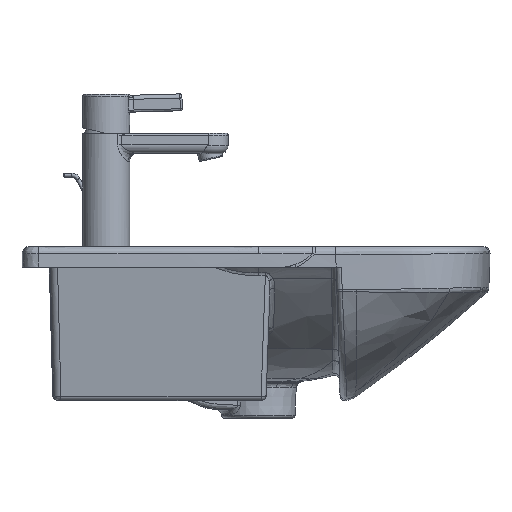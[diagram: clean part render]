
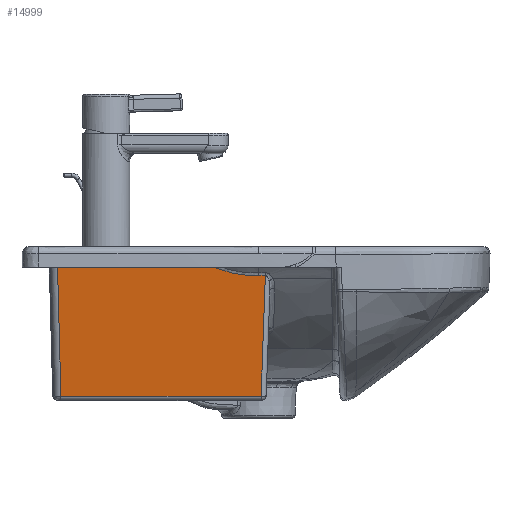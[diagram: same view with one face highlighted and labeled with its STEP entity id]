
A CAD part, front view. The second image highlights one B-rep face of the part: STEP entity #14999.
In plain terms, the highlighted planar face has unit normal (0.002, -0.993, -0.122).
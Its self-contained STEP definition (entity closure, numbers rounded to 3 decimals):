
#13515=CARTESIAN_POINT('',(33.157,-244.171,-19.391));
#13516=VERTEX_POINT('',#13515);
#13581=CARTESIAN_POINT('',(182.9,-244.171,-19.391));
#13582=VERTEX_POINT('',#13581);
#13583=CARTESIAN_POINT('',(182.9,-244.171,-19.391));
#13584=DIRECTION('',(-1.0,0.,0.));
#13585=VECTOR('',#13584,149.743);
#13586=LINE('',#13583,#13585);
#13587=EDGE_CURVE('',#13516,#13582,#13586,.F.);
#13786=CARTESIAN_POINT('',(229.062,-243.106,-28.067));
#13787=VERTEX_POINT('',#13786);
#13788=CARTESIAN_POINT('',(182.9,-244.171,-19.391));
#13789=CARTESIAN_POINT('',(184.196,-244.115,-19.848));
#13790=CARTESIAN_POINT('',(185.507,-244.057,-20.323));
#13791=CARTESIAN_POINT('',(186.831,-243.997,-20.808));
#13792=CARTESIAN_POINT('',(189.787,-243.865,-21.886));
#13793=CARTESIAN_POINT('',(192.791,-243.736,-22.937));
#13794=CARTESIAN_POINT('',(194.446,-243.668,-23.492));
#13795=CARTESIAN_POINT('',(198.289,-243.519,-24.698));
#13796=CARTESIAN_POINT('',(202.169,-243.396,-25.7));
#13797=CARTESIAN_POINT('',(204.362,-243.337,-26.184));
#13798=CARTESIAN_POINT('',(207.479,-243.267,-26.755));
#13799=CARTESIAN_POINT('',(210.585,-243.215,-27.174));
#13800=CARTESIAN_POINT('',(211.498,-243.202,-27.284));
#13801=CARTESIAN_POINT('',(212.878,-243.183,-27.434));
#13802=CARTESIAN_POINT('',(214.252,-243.168,-27.559));
#13803=CARTESIAN_POINT('',(214.761,-243.163,-27.603));
#13804=CARTESIAN_POINT('',(216.31,-243.148,-27.726));
#13805=CARTESIAN_POINT('',(217.853,-243.136,-27.823));
#13806=CARTESIAN_POINT('',(218.931,-243.129,-27.878));
#13807=CARTESIAN_POINT('',(221.085,-243.118,-27.968));
#13808=CARTESIAN_POINT('',(223.227,-243.111,-28.021));
#13809=CARTESIAN_POINT('',(224.295,-243.109,-28.04));
#13810=CARTESIAN_POINT('',(225.883,-243.107,-28.058));
#13811=CARTESIAN_POINT('',(227.462,-243.106,-28.065));
#13812=CARTESIAN_POINT('',(228.008,-243.106,-28.067));
#13813=CARTESIAN_POINT('',(228.54,-243.106,-28.067));
#13814=CARTESIAN_POINT('',(229.062,-243.106,-28.067));
#13815=B_SPLINE_CURVE_WITH_KNOTS('',5,(#13788,#13789,#13790,#13791,#13792,#13793,#13794,#13795,#13796,#13797,#13798,#13799,#13800,#13801,#13802,#13803,#13804,#13805,#13806,#13807,#13808,#13809,#13810,#13811,#13812,#13813,#13814),.UNSPECIFIED.,.F.,.U.,(6,3,3,3,3,3,3,3,6),(269.688,279.392,291.215,306.565,312.966,316.267,323.956,331.645,335.446),.UNSPECIFIED.);
#13816=EDGE_CURVE('',#13582,#13787,#13815,.T.);
#13867=CARTESIAN_POINT('',(235.48,-243.106,-28.066));
#13868=VERTEX_POINT('',#13867);
#13869=CARTESIAN_POINT('',(235.48,-243.106,-28.066));
#13870=CARTESIAN_POINT('',(234.195,-243.106,-28.067));
#13871=CARTESIAN_POINT('',(232.904,-243.106,-28.067));
#13872=CARTESIAN_POINT('',(231.612,-243.106,-28.067));
#13873=CARTESIAN_POINT('',(230.337,-243.106,-28.067));
#13874=CARTESIAN_POINT('',(229.062,-243.106,-28.067));
#13875=B_SPLINE_CURVE_WITH_KNOTS('',5,(#13869,#13870,#13871,#13872,#13873,#13874),.UNSPECIFIED.,.F.,.U.,(6,6),(115.115,123.542),.UNSPECIFIED.);
#13876=EDGE_CURVE('',#13787,#13868,#13875,.F.);
#14915=CARTESIAN_POINT('',(36.462,-228.673,-145.609));
#14916=VERTEX_POINT('',#14915);
#14917=CARTESIAN_POINT('',(33.157,-244.171,-19.391));
#14918=DIRECTION('',(0.026,0.122,-0.992));
#14919=VECTOR('',#14918,127.21);
#14920=LINE('',#14917,#14919);
#14921=EDGE_CURVE('',#13516,#14916,#14920,.T.);
#14974=CARTESIAN_POINT('',(133.5,-220.626,-211.149));
#14975=DIRECTION('',(0.0,0.993,0.122));
#14976=DIRECTION('',(0.0,-0.122,0.993));
#14977=AXIS2_PLACEMENT_3D('',#14974,#14975,#14976);
#14978=PLANE('',#14977);
#14979=CARTESIAN_POINT('',(231.375,-228.673,-145.609));
#14980=VERTEX_POINT('',#14979);
#14981=CARTESIAN_POINT('',(231.375,-228.673,-145.609));
#14982=DIRECTION('',(-1.0,0.0,0.0));
#14983=VECTOR('',#14982,194.913);
#14984=LINE('',#14981,#14983);
#14985=EDGE_CURVE('',#14980,#14916,#14984,.T.);
#14986=ORIENTED_EDGE('',*,*,#14985,.F.);
#14987=CARTESIAN_POINT('',(231.375,-228.673,-145.609));
#14988=DIRECTION('',(0.035,-0.122,0.992));
#14989=VECTOR('',#14988,118.497);
#14990=LINE('',#14987,#14989);
#14991=EDGE_CURVE('',#13868,#14980,#14990,.F.);
#14992=ORIENTED_EDGE('',*,*,#14991,.F.);
#14993=ORIENTED_EDGE('',*,*,#13876,.F.);
#14994=ORIENTED_EDGE('',*,*,#13816,.F.);
#14995=ORIENTED_EDGE('',*,*,#13587,.F.);
#14996=ORIENTED_EDGE('',*,*,#14921,.T.);
#14997=EDGE_LOOP('',(#14986,#14992,#14993,#14994,#14995,#14996));
#14998=FACE_OUTER_BOUND('',#14997,.T.);
#14999=ADVANCED_FACE('',(#14998),#14978,.F.);
